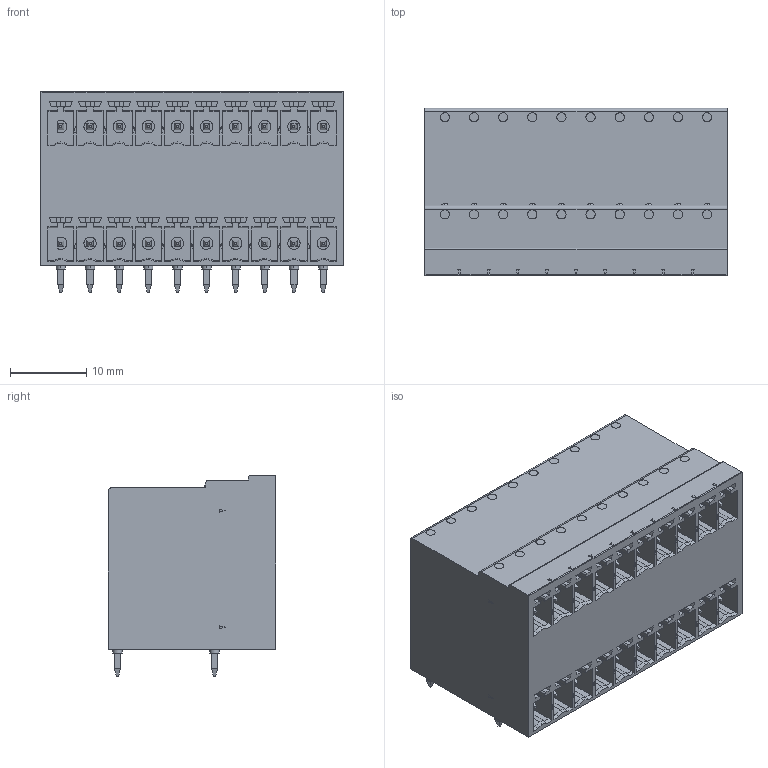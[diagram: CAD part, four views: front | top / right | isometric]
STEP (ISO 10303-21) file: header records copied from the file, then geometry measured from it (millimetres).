
FILE_DESCRIPTION(/* description */ (''),/* implementation_level */ '2;1');
FILE_NAME(/* name */ 'tblock2x10_3_81',/* time_stamp */ '2020-01-17T03:50:55-03:00',/* author */ (''),/* organization */ (''),/* preprocessor_version */ 'ST-DEVELOPER v10',/* originating_system */ '',/* authorisation */ '');
FILE_SCHEMA (('AUTOMOTIVE_DESIGN'));
Length unit declared in the file: millimetre
Products named in the file (3): 1; 2; 3
Assembly tree (2 placements, depth 3):
  1
    2
      3
Bounding box: 39.49 x 21.9 x 26.2 mm (x, y, z)
Volume: 16589.7 mm3; surface area: 8096.4 mm2
Topology: 1 solids, 1 shells, 1360 faces, 3335 edges, 2110 vertices
Faces by surface type: plane 1103, bspline 257
Entity records: 35883 total; most frequent: CARTESIAN_POINT 13282, ORIENTED_EDGE 6670, EDGE_CURVE 3335, B_SPLINE_CURVE_WITH_KNOTS 2749, VERTEX_POINT 2110, EDGE_LOOP 1493, ADVANCED_FACE 1360, FACE_OUTER_BOUND 1360
